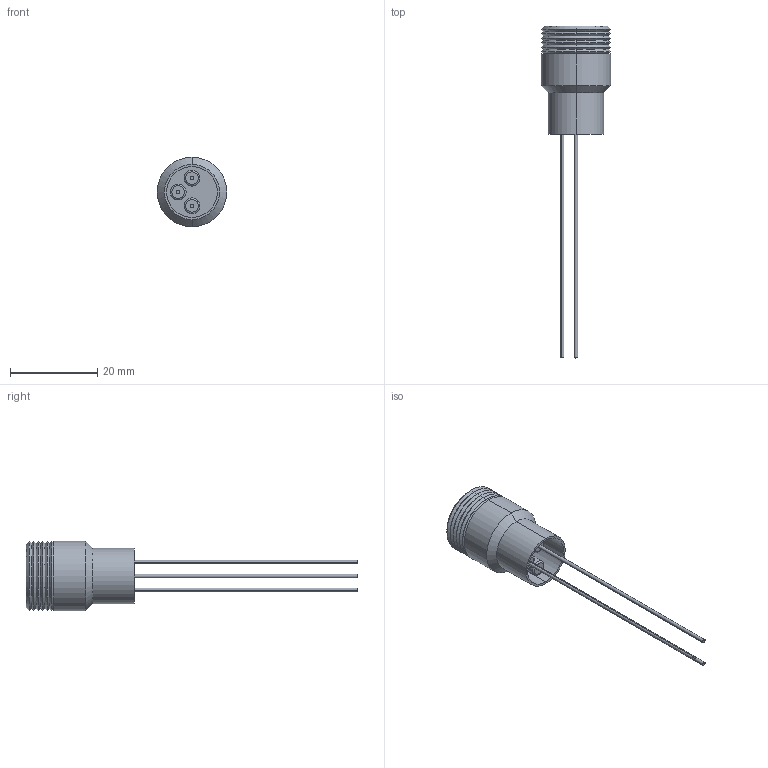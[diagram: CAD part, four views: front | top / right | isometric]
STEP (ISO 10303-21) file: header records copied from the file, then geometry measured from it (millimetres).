
FILE_DESCRIPTION (( 'STEP AP203' ), '1' );
FILE_NAME ('A1607-1-W.STEP', '2012-11-14T19:46:57', ( '' ), ( '' ), 'SwSTEP 2.0', 'SolidWorks 2012', '' );
FILE_SCHEMA (( 'CONFIG_CONTROL_DESIGN' ));
Length unit declared in the file: inch
Products named in the file (1): A1607-1-W
Bounding box: 15.88 x 75.95 x 15.88 mm (x, y, z)
Volume: 1603.5 mm3; surface area: 3355 mm2
Topology: 1 solids, 4 shells, 120 faces, 238 edges, 142 vertices
Faces by surface type: cylinder 46, cone 44, plane 24, torus 6
Entity records: 3195 total; most frequent: DIRECTION 628, CARTESIAN_POINT 501, ORIENTED_EDGE 476, AXIS2_PLACEMENT_3D 269, EDGE_CURVE 238, CIRCLE 148, EDGE_LOOP 142, VERTEX_POINT 142
